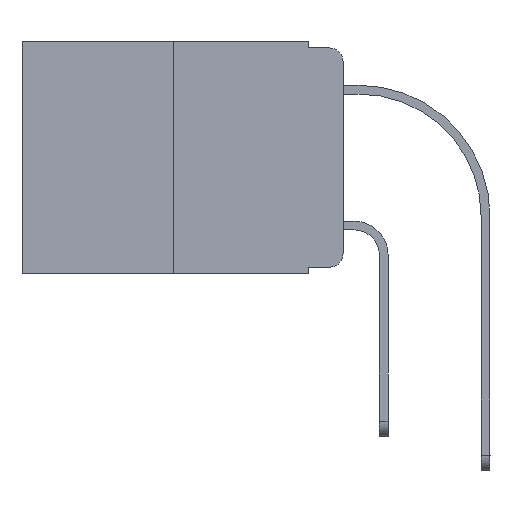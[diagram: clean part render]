
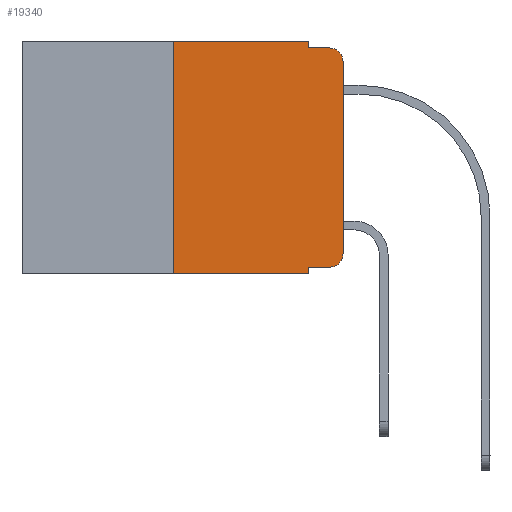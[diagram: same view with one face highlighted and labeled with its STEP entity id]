
A CAD part, left-side view. The second image highlights one B-rep face of the part: STEP entity #19340.
In plain terms, the highlighted planar face has unit normal (-1, 0, 0).
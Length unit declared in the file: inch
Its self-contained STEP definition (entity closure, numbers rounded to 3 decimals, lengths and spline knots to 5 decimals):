
#477 = DIRECTION ( 'NONE',  ( 0., 0., -1. ) ) ;
#656 = EDGE_CURVE ( 'NONE', #16110, #6324, #11393, .T. ) ;
#908 = EDGE_CURVE ( 'NONE', #6324, #7518, #3551, .T. ) ;
#1469 = CARTESIAN_POINT ( 'NONE',  ( 0., 0.02, -0.333 ) ) ;
#1656 = VECTOR ( 'NONE', #19690, 39.37008 ) ;
#2674 = DIRECTION ( 'NONE',  ( 0., -1., 0. ) ) ;
#2956 = AXIS2_PLACEMENT_3D ( 'NONE', #5951, #16768, #477 ) ;
#3259 = ORIENTED_EDGE ( 'NONE', *, *, #908, .T. ) ;
#3551 = CIRCLE ( 'NONE', #21372, 0.02 ) ;
#3734 = DIRECTION ( 'NONE',  ( -1., 0., 0. ) ) ;
#4436 = CARTESIAN_POINT ( 'NONE',  ( 0., 0., 0. ) ) ;
#4450 = LINE ( 'NONE', #18933, #16587 ) ;
#4605 = LINE ( 'NONE', #9965, #16494 ) ;
#4949 = CARTESIAN_POINT ( 'NONE',  ( 0., 0., -0.313 ) ) ;
#5446 = ORIENTED_EDGE ( 'NONE', *, *, #9482, .T. ) ;
#5950 = VERTEX_POINT ( 'NONE', #21713 ) ;
#5951 = CARTESIAN_POINT ( 'NONE',  ( 0., 0.473, 0. ) ) ;
#6324 = VERTEX_POINT ( 'NONE', #1469 ) ;
#6569 = EDGE_CURVE ( 'NONE', #7518, #5950, #20940, .T. ) ;
#7197 = CARTESIAN_POINT ( 'NONE',  ( 0., 0.02, -0.313 ) ) ;
#7388 = EDGE_CURVE ( 'NONE', #19072, #7929, #4605, .T. ) ;
#7518 = VERTEX_POINT ( 'NONE', #4949 ) ;
#7553 = CARTESIAN_POINT ( 'NONE',  ( 0., 0.051, -0.01 ) ) ;
#7836 = ORIENTED_EDGE ( 'NONE', *, *, #20039, .F. ) ;
#7929 = VERTEX_POINT ( 'NONE', #16691 ) ;
#8052 = DIRECTION ( 'NONE',  ( 0., 0., 1. ) ) ;
#8188 = CARTESIAN_POINT ( 'NONE',  ( 0., 0.051, 0. ) ) ;
#8289 = DIRECTION ( 'NONE',  ( 0., -1., 0. ) ) ;
#8704 = VERTEX_POINT ( 'NONE', #8188 ) ;
#8855 = EDGE_CURVE ( 'NONE', #16110, #12161, #17430, .T. ) ;
#9373 = LINE ( 'NONE', #13536, #11187 ) ;
#9399 = VERTEX_POINT ( 'NONE', #14198 ) ;
#9470 = DIRECTION ( 'NONE',  ( 0., -1., 0. ) ) ;
#9481 = DIRECTION ( 'NONE',  ( 0., -1., 0. ) ) ;
#9482 = EDGE_CURVE ( 'NONE', #5950, #9399, #18247, .T. ) ;
#9965 = CARTESIAN_POINT ( 'NONE',  ( 0., 0.25, 0. ) ) ;
#10779 = VECTOR ( 'NONE', #9470, 39.37008 ) ;
#10877 = DIRECTION ( 'NONE',  ( 0., 0., -1. ) ) ;
#11187 = VECTOR ( 'NONE', #8289, 39.37008 ) ;
#11393 = LINE ( 'NONE', #22422, #23439 ) ;
#11695 = PLANE ( 'NONE',  #2956 ) ;
#11714 = ORIENTED_EDGE ( 'NONE', *, *, #8855, .F. ) ;
#12161 = VERTEX_POINT ( 'NONE', #15171 ) ;
#12428 = ORIENTED_EDGE ( 'NONE', *, *, #15116, .F. ) ;
#12573 = DIRECTION ( 'NONE',  ( 0., 0., -1. ) ) ;
#12833 = VECTOR ( 'NONE', #13818, 39.37008 ) ;
#12894 = ORIENTED_EDGE ( 'NONE', *, *, #22714, .T. ) ;
#12959 = AXIS2_PLACEMENT_3D ( 'NONE', #18328, #3734, #10877 ) ;
#13285 = LINE ( 'NONE', #7553, #10779 ) ;
#13536 = CARTESIAN_POINT ( 'NONE',  ( 0., 0.473, -0.343 ) ) ;
#13818 = DIRECTION ( 'NONE',  ( 0., 0., 1. ) ) ;
#14198 = CARTESIAN_POINT ( 'NONE',  ( 0., 0.02, -0.01 ) ) ;
#14222 = DIRECTION ( 'NONE',  ( -1., 0., 0. ) ) ;
#14240 = CARTESIAN_POINT ( 'NONE',  ( 0., 0.051, 0. ) ) ;
#14573 = DIRECTION ( 'NONE',  ( 0., 0., -1. ) ) ;
#14635 = ORIENTED_EDGE ( 'NONE', *, *, #7388, .F. ) ;
#15116 = EDGE_CURVE ( 'NONE', #8704, #23471, #23262, .T. ) ;
#15134 = FACE_OUTER_BOUND ( 'NONE', #15168, .T. ) ;
#15168 = EDGE_LOOP ( 'NONE', ( #16205, #5446, #22375, #12428, #7836, #14635, #12894, #11714, #21742, #3259 ) ) ;
#15171 = CARTESIAN_POINT ( 'NONE',  ( 0., 0.051, -0.343 ) ) ;
#15267 = EDGE_CURVE ( 'NONE', #23471, #9399, #13285, .T. ) ;
#15871 = CARTESIAN_POINT ( 'NONE',  ( 0., 0.25, -0.343 ) ) ;
#16110 = VERTEX_POINT ( 'NONE', #17385 ) ;
#16205 = ORIENTED_EDGE ( 'NONE', *, *, #6569, .T. ) ;
#16494 = VECTOR ( 'NONE', #8052, 39.37008 ) ;
#16587 = VECTOR ( 'NONE', #2674, 39.37008 ) ;
#16691 = CARTESIAN_POINT ( 'NONE',  ( 0., 0.25, 0. ) ) ;
#16768 = DIRECTION ( 'NONE',  ( 1., 0., 0. ) ) ;
#17385 = CARTESIAN_POINT ( 'NONE',  ( 0., 0.051, -0.333 ) ) ;
#17430 = LINE ( 'NONE', #23143, #20092 ) ;
#18247 = CIRCLE ( 'NONE', #12959, 0.02 ) ;
#18328 = CARTESIAN_POINT ( 'NONE',  ( 0., 0.02, -0.03 ) ) ;
#18933 = CARTESIAN_POINT ( 'NONE',  ( 0., 0.473, 0. ) ) ;
#19072 = VERTEX_POINT ( 'NONE', #15871 ) ;
#19340 = ADVANCED_FACE ( 'NONE', ( #15134 ), #11695, .F. ) ;
#19690 = DIRECTION ( 'NONE',  ( 0., 0., -1. ) ) ;
#20039 = EDGE_CURVE ( 'NONE', #7929, #8704, #4450, .T. ) ;
#20092 = VECTOR ( 'NONE', #12573, 39.37008 ) ;
#20940 = LINE ( 'NONE', #4436, #12833 ) ;
#21372 = AXIS2_PLACEMENT_3D ( 'NONE', #7197, #14222, #14573 ) ;
#21667 = CARTESIAN_POINT ( 'NONE',  ( 0., 0.051, -0.01 ) ) ;
#21713 = CARTESIAN_POINT ( 'NONE',  ( 0., 0., -0.03 ) ) ;
#21742 = ORIENTED_EDGE ( 'NONE', *, *, #656, .T. ) ;
#22375 = ORIENTED_EDGE ( 'NONE', *, *, #15267, .F. ) ;
#22422 = CARTESIAN_POINT ( 'NONE',  ( 0., 0.051, -0.333 ) ) ;
#22714 = EDGE_CURVE ( 'NONE', #19072, #12161, #9373, .T. ) ;
#23143 = CARTESIAN_POINT ( 'NONE',  ( 0., 0.051, 0. ) ) ;
#23262 = LINE ( 'NONE', #14240, #1656 ) ;
#23439 = VECTOR ( 'NONE', #9481, 39.37008 ) ;
#23471 = VERTEX_POINT ( 'NONE', #21667 ) ;
